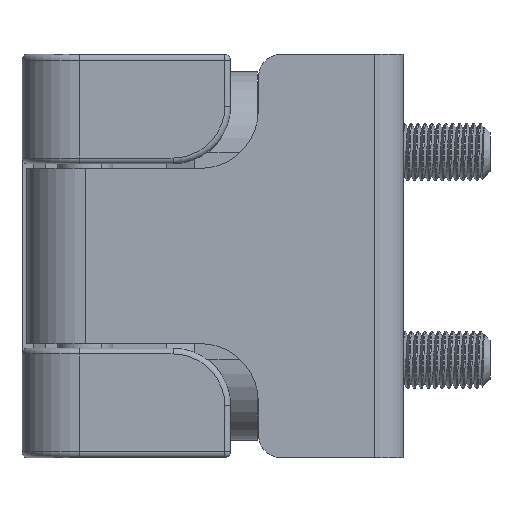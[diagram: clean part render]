
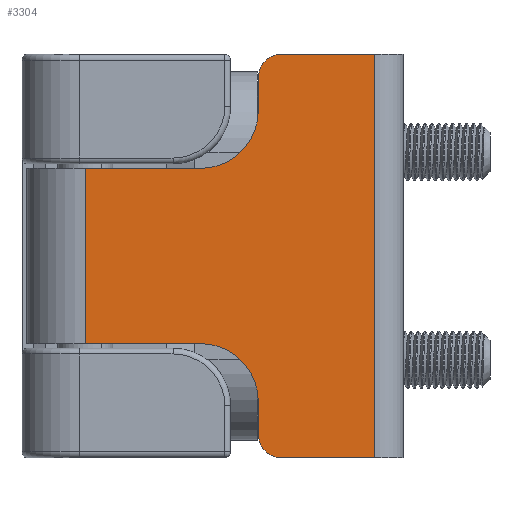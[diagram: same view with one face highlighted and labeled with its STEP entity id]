
A CAD part, left-side view. The second image highlights one B-rep face of the part: STEP entity #3304.
In plain terms, the highlighted planar face has unit normal (-1, 0, 0).
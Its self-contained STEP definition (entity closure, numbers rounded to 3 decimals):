
#16 = AXIS2_PLACEMENT_3D ( 'NONE', #6987, #830, #6885 ) ;
#162 = ORIENTED_EDGE ( 'NONE', *, *, #5215, .F. ) ;
#186 = EDGE_CURVE ( 'NONE', #6657, #2137, #5795, .T. ) ;
#415 = CARTESIAN_POINT ( 'NONE',  ( -0.1, -20.6, -17.5 ) ) ;
#416 = DIRECTION ( 'NONE',  ( 0., 0., 1. ) ) ;
#585 = VERTEX_POINT ( 'NONE', #2121 ) ;
#700 = DIRECTION ( 'NONE',  ( 0., 0., 1. ) ) ;
#804 = CIRCLE ( 'NONE', #16, 2. ) ;
#830 = DIRECTION ( 'NONE',  ( -1., 0., 0. ) ) ;
#871 = VERTEX_POINT ( 'NONE', #4200 ) ;
#898 = EDGE_CURVE ( 'NONE', #4825, #4216, #8687, .T. ) ;
#978 = CARTESIAN_POINT ( 'NONE',  ( -0.1, -8., -15.5 ) ) ;
#1075 = ORIENTED_EDGE ( 'NONE', *, *, #1945, .F. ) ;
#1169 = CARTESIAN_POINT ( 'NONE',  ( -0.1, -8., 17.5 ) ) ;
#1253 = CARTESIAN_POINT ( 'NONE',  ( -0.1, -18.1, 17.5 ) ) ;
#1299 = DIRECTION ( 'NONE',  ( 0., 0., 1. ) ) ;
#1416 = CIRCLE ( 'NONE', #4440, 5. ) ;
#1461 = EDGE_CURVE ( 'NONE', #4825, #7469, #6470, .T. ) ;
#1632 = EDGE_CURVE ( 'NONE', #2177, #871, #4462, .T. ) ;
#1736 = ORIENTED_EDGE ( 'NONE', *, *, #1632, .T. ) ;
#1901 = DIRECTION ( 'NONE',  ( 0., 1., 0. ) ) ;
#1945 = EDGE_CURVE ( 'NONE', #2675, #7469, #5245, .T. ) ;
#2019 = DIRECTION ( 'NONE',  ( 0., 1., 0. ) ) ;
#2089 = CARTESIAN_POINT ( 'NONE',  ( -0.1, -8., 15.5 ) ) ;
#2110 = EDGE_CURVE ( 'NONE', #2137, #3774, #804, .T. ) ;
#2121 = CARTESIAN_POINT ( 'NONE',  ( -0.1, -8., 12.6 ) ) ;
#2137 = VERTEX_POINT ( 'NONE', #4769 ) ;
#2173 = CARTESIAN_POINT ( 'NONE',  ( -0.1, 12.1, -7.6 ) ) ;
#2177 = VERTEX_POINT ( 'NONE', #978 ) ;
#2277 = VECTOR ( 'NONE', #1299, 1000. ) ;
#2297 = DIRECTION ( 'NONE',  ( -1., 0., 0. ) ) ;
#2301 = ORIENTED_EDGE ( 'NONE', *, *, #2110, .T. ) ;
#2342 = CARTESIAN_POINT ( 'NONE',  ( -0.1, -18.1, -17.5 ) ) ;
#2529 = VECTOR ( 'NONE', #1901, 1000. ) ;
#2534 = ORIENTED_EDGE ( 'NONE', *, *, #1461, .T. ) ;
#2547 = ORIENTED_EDGE ( 'NONE', *, *, #898, .F. ) ;
#2675 = VERTEX_POINT ( 'NONE', #9563 ) ;
#2694 = CARTESIAN_POINT ( 'NONE',  ( -0.1, 7., 17.5 ) ) ;
#2782 = EDGE_CURVE ( 'NONE', #585, #4216, #7926, .T. ) ;
#3034 = CARTESIAN_POINT ( 'NONE',  ( -0.1, -20.6, 17.5 ) ) ;
#3213 = EDGE_CURVE ( 'NONE', #4271, #6657, #6521, .T. ) ;
#3238 = LINE ( 'NONE', #4032, #3614 ) ;
#3289 = DIRECTION ( 'NONE',  ( 0., 0., 1. ) ) ;
#3304 = ADVANCED_FACE ( 'NONE', ( #9059 ), #9108, .T. ) ;
#3345 = VECTOR ( 'NONE', #9787, 1000. ) ;
#3388 = EDGE_CURVE ( 'NONE', #2675, #7565, #1416, .T. ) ;
#3614 = VECTOR ( 'NONE', #3289, 1000. ) ;
#3774 = VERTEX_POINT ( 'NONE', #2089 ) ;
#3879 = EDGE_CURVE ( 'NONE', #4271, #871, #4184, .T. ) ;
#3933 = CARTESIAN_POINT ( 'NONE',  ( -0.1, 7., -7.6 ) ) ;
#4032 = CARTESIAN_POINT ( 'NONE',  ( -0.1, -8., -17.5 ) ) ;
#4151 = CARTESIAN_POINT ( 'NONE',  ( -0.1, 12.1, 7.6 ) ) ;
#4184 = LINE ( 'NONE', #415, #2529 ) ;
#4185 = CARTESIAN_POINT ( 'NONE',  ( -0.1, -3., 12.6 ) ) ;
#4200 = CARTESIAN_POINT ( 'NONE',  ( -0.1, -10., -17.5 ) ) ;
#4216 = VERTEX_POINT ( 'NONE', #7655 ) ;
#4219 = VECTOR ( 'NONE', #2019, 1000. ) ;
#4271 = VERTEX_POINT ( 'NONE', #2342 ) ;
#4440 = AXIS2_PLACEMENT_3D ( 'NONE', #8265, #4486, #700 ) ;
#4462 = CIRCLE ( 'NONE', #8597, 2. ) ;
#4486 = DIRECTION ( 'NONE',  ( 1., 0., 0. ) ) ;
#4516 = ORIENTED_EDGE ( 'NONE', *, *, #186, .T. ) ;
#4769 = CARTESIAN_POINT ( 'NONE',  ( -0.1, -10., 17.5 ) ) ;
#4778 = CARTESIAN_POINT ( 'NONE',  ( -0.1, -10., -15.5 ) ) ;
#4825 = VERTEX_POINT ( 'NONE', #5486 ) ;
#5215 = EDGE_CURVE ( 'NONE', #2177, #7565, #3238, .T. ) ;
#5245 = LINE ( 'NONE', #2173, #3345 ) ;
#5416 = VECTOR ( 'NONE', #6387, 1000. ) ;
#5434 = EDGE_CURVE ( 'NONE', #585, #3774, #5695, .T. ) ;
#5465 = DIRECTION ( 'NONE',  ( 0., 0., 1. ) ) ;
#5486 = CARTESIAN_POINT ( 'NONE',  ( -0.1, 7., 7.6 ) ) ;
#5695 = LINE ( 'NONE', #1169, #9763 ) ;
#5710 = AXIS2_PLACEMENT_3D ( 'NONE', #4185, #7211, #416 ) ;
#5795 = LINE ( 'NONE', #8838, #4219 ) ;
#6255 = ORIENTED_EDGE ( 'NONE', *, *, #3879, .F. ) ;
#6387 = DIRECTION ( 'NONE',  ( 0., -1., 0. ) ) ;
#6470 = LINE ( 'NONE', #2694, #7794 ) ;
#6521 = LINE ( 'NONE', #1253, #2277 ) ;
#6614 = DIRECTION ( 'NONE',  ( 0., 0., 1. ) ) ;
#6657 = VERTEX_POINT ( 'NONE', #9327 ) ;
#6737 = ORIENTED_EDGE ( 'NONE', *, *, #5434, .F. ) ;
#6885 = DIRECTION ( 'NONE',  ( 0., 0., 1. ) ) ;
#6987 = CARTESIAN_POINT ( 'NONE',  ( -0.1, -10., 15.5 ) ) ;
#7076 = DIRECTION ( 'NONE',  ( 0., 0., 1. ) ) ;
#7211 = DIRECTION ( 'NONE',  ( 1., 0., 0. ) ) ;
#7263 = DIRECTION ( 'NONE',  ( 0., 0., -1. ) ) ;
#7469 = VERTEX_POINT ( 'NONE', #3933 ) ;
#7565 = VERTEX_POINT ( 'NONE', #8507 ) ;
#7655 = CARTESIAN_POINT ( 'NONE',  ( -0.1, -3., 7.6 ) ) ;
#7794 = VECTOR ( 'NONE', #7263, 1000. ) ;
#7926 = CIRCLE ( 'NONE', #5710, 5. ) ;
#8265 = CARTESIAN_POINT ( 'NONE',  ( -0.1, -3., -12.6 ) ) ;
#8507 = CARTESIAN_POINT ( 'NONE',  ( -0.1, -8., -12.6 ) ) ;
#8597 = AXIS2_PLACEMENT_3D ( 'NONE', #4778, #9201, #5465 ) ;
#8687 = LINE ( 'NONE', #4151, #5416 ) ;
#8838 = CARTESIAN_POINT ( 'NONE',  ( -0.1, -20.6, 17.5 ) ) ;
#9010 = AXIS2_PLACEMENT_3D ( 'NONE', #3034, #2297, #6614 ) ;
#9059 = FACE_OUTER_BOUND ( 'NONE', #9112, .T. ) ;
#9108 = PLANE ( 'NONE',  #9010 ) ;
#9112 = EDGE_LOOP ( 'NONE', ( #162, #1736, #6255, #9181, #4516, #2301, #6737, #9165, #2547, #2534, #1075, #9794 ) ) ;
#9165 = ORIENTED_EDGE ( 'NONE', *, *, #2782, .T. ) ;
#9181 = ORIENTED_EDGE ( 'NONE', *, *, #3213, .T. ) ;
#9201 = DIRECTION ( 'NONE',  ( -1., 0., 0. ) ) ;
#9327 = CARTESIAN_POINT ( 'NONE',  ( -0.1, -18.1, 17.5 ) ) ;
#9563 = CARTESIAN_POINT ( 'NONE',  ( -0.1, -3., -7.6 ) ) ;
#9763 = VECTOR ( 'NONE', #7076, 1000. ) ;
#9787 = DIRECTION ( 'NONE',  ( 0., 1., 0. ) ) ;
#9794 = ORIENTED_EDGE ( 'NONE', *, *, #3388, .T. ) ;
